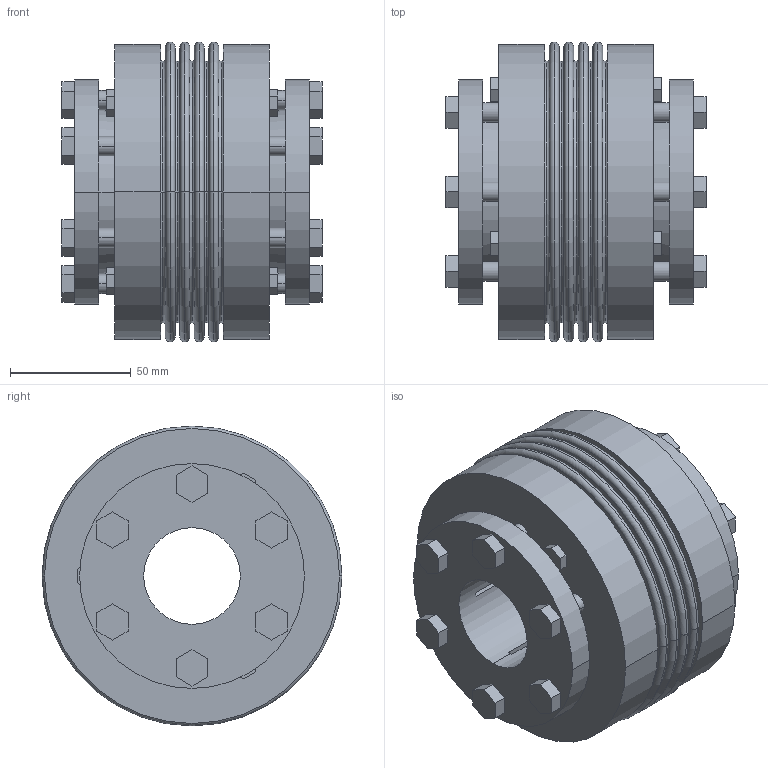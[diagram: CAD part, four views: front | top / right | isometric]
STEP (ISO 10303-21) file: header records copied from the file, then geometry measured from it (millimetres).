
FILE_DESCRIPTION(('STEP AP214'),'1');
FILE_NAME('cctmp_2643C517-3BFC-4C14-9A9E-8AF3FD9F0721_2023_06_09_08_28_06_0685..stp','2023-06-09T06:28:06',('R+W Antriebselemente GmbH'),('CADClick - www.CADClick.com'),'Spatial InterOp 3D',' ','unknown authorization');
FILE_SCHEMA(('AUTOMOTIVE_DESIGN'));
Length unit declared in the file: millimetre
Products named in the file (1): BK3/500/97/40/50
Bounding box: 107.6 x 124 x 124 mm (x, y, z)
Volume: 650449 mm3; surface area: 131433.1 mm2
Topology: 1 solids, 1 shells, 298 faces, 728 edges, 470 vertices
Faces by surface type: plane 196, cylinder 62, torus 36, cone 4
Entity records: 12414 total; most frequent: DIRECTION 1600, CARTESIAN_POINT 1497, ORIENTED_EDGE 1456, EDGE_CURVE 728, PRESENTATION_STYLE_ASSIGNMENT 593, COLOUR_RGB 593, AXIS2_PLACEMENT_3D 573, VERTEX_POINT 470
